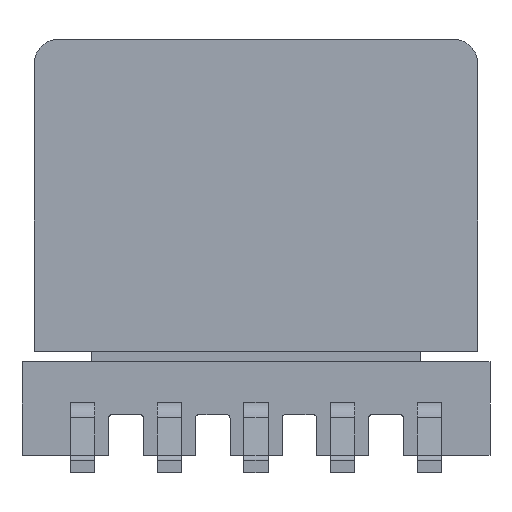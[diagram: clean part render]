
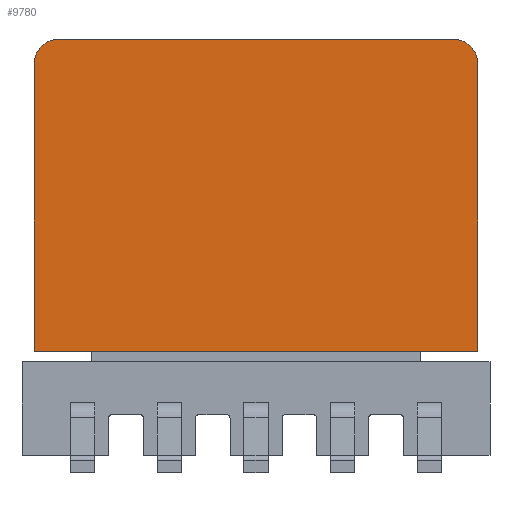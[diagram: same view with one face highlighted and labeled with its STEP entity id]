
A CAD part, front view. The second image highlights one B-rep face of the part: STEP entity #9780.
In plain terms, the highlighted planar face has unit normal (0, -1, 0).
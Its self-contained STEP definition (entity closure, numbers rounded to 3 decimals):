
#9458 = VERTEX_POINT('',#9459);
#9459 = CARTESIAN_POINT('',(6.4,-6.5,3.5));
#9465 = EDGE_CURVE('',#9466,#9458,#9468,.T.);
#9466 = VERTEX_POINT('',#9467);
#9467 = CARTESIAN_POINT('',(-6.4,-6.5,3.5));
#9468 = LINE('',#9469,#9470);
#9469 = CARTESIAN_POINT('',(-6.4,-6.5,3.5));
#9470 = VECTOR('',#9471,1.);
#9471 = DIRECTION('',(1.,0.,0.));
#9562 = EDGE_CURVE('',#9563,#9466,#9565,.T.);
#9563 = VERTEX_POINT('',#9564);
#9564 = CARTESIAN_POINT('',(-6.4,-6.5,11.8));
#9565 = LINE('',#9566,#9567);
#9566 = CARTESIAN_POINT('',(-6.4,-6.5,11.8));
#9567 = VECTOR('',#9568,1.);
#9568 = DIRECTION('',(0.,0.,-1.));
#9762 = VERTEX_POINT('',#9763);
#9763 = CARTESIAN_POINT('',(6.4,-6.5,11.8));
#9769 = EDGE_CURVE('',#9458,#9762,#9770,.T.);
#9770 = LINE('',#9771,#9772);
#9771 = CARTESIAN_POINT('',(6.4,-6.5,3.5));
#9772 = VECTOR('',#9773,1.);
#9773 = DIRECTION('',(0.,0.,1.));
#9780 = ADVANCED_FACE('',(#9781),#9810,.T.);
#9781 = FACE_BOUND('',#9782,.T.);
#9782 = EDGE_LOOP('',(#9783,#9784,#9785,#9786,#9795,#9803));
#9783 = ORIENTED_EDGE('',*,*,#9562,.T.);
#9784 = ORIENTED_EDGE('',*,*,#9465,.T.);
#9785 = ORIENTED_EDGE('',*,*,#9769,.T.);
#9786 = ORIENTED_EDGE('',*,*,#9787,.T.);
#9787 = EDGE_CURVE('',#9762,#9788,#9790,.T.);
#9788 = VERTEX_POINT('',#9789);
#9789 = CARTESIAN_POINT('',(5.7,-6.5,12.5));
#9790 = CIRCLE('',#9791,0.7);
#9791 = AXIS2_PLACEMENT_3D('',#9792,#9793,#9794);
#9792 = CARTESIAN_POINT('',(5.7,-6.5,11.8));
#9793 = DIRECTION('',(0.,-1.,0.));
#9794 = DIRECTION('',(-1.,0.,0.));
#9795 = ORIENTED_EDGE('',*,*,#9796,.T.);
#9796 = EDGE_CURVE('',#9788,#9797,#9799,.T.);
#9797 = VERTEX_POINT('',#9798);
#9798 = CARTESIAN_POINT('',(-5.7,-6.5,12.5));
#9799 = LINE('',#9800,#9801);
#9800 = CARTESIAN_POINT('',(5.7,-6.5,12.5));
#9801 = VECTOR('',#9802,1.);
#9802 = DIRECTION('',(-1.,0.,0.));
#9803 = ORIENTED_EDGE('',*,*,#9804,.T.);
#9804 = EDGE_CURVE('',#9797,#9563,#9805,.T.);
#9805 = CIRCLE('',#9806,0.7);
#9806 = AXIS2_PLACEMENT_3D('',#9807,#9808,#9809);
#9807 = CARTESIAN_POINT('',(-5.7,-6.5,11.8));
#9808 = DIRECTION('',(0.,-1.,0.));
#9809 = DIRECTION('',(1.,0.,0.));
#9810 = PLANE('',#9811);
#9811 = AXIS2_PLACEMENT_3D('',#9812,#9813,#9814);
#9812 = CARTESIAN_POINT('',(5.7,-6.5,11.8));
#9813 = DIRECTION('',(0.,-1.,0.));
#9814 = DIRECTION('',(0.,0.,1.));
